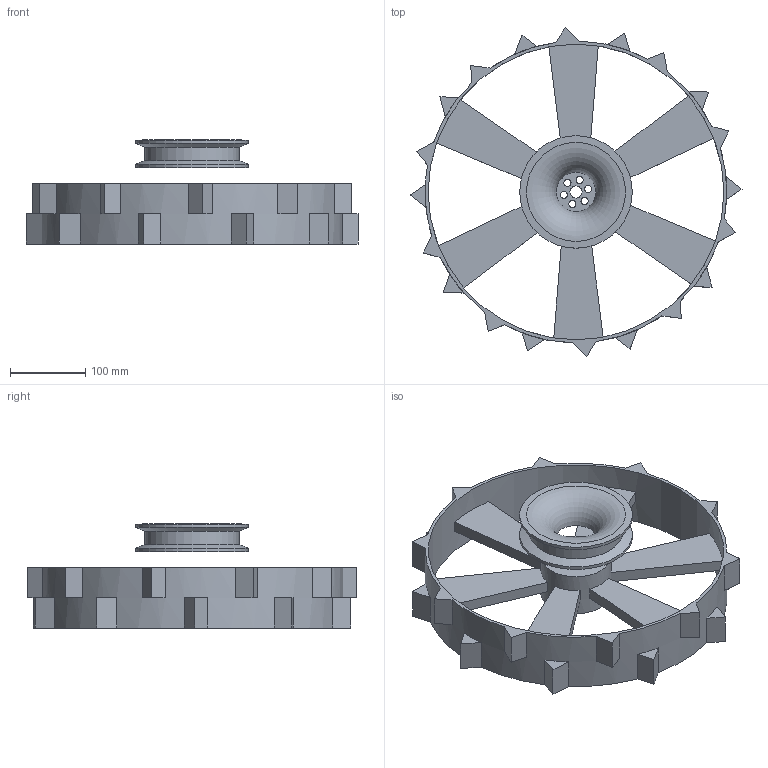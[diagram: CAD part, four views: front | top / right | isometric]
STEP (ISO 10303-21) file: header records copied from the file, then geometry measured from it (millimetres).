
FILE_DESCRIPTION((' '),'2;1');
FILE_NAME( 'front.stp', '2018-03- 2T19:59:56', (' '), ('--- Datakit www.datakit.com---'), ' Datakit CrossCadWare V2017.1 Dec 27 2016', 'DATAKIT 2018 (c)', ' ');
FILE_SCHEMA(('AP203_CONFIGURATION_CONTROLLED_3D_DESIGN_OF_MECHANICAL_PARTS_AND_ASSEMBLIES_MIM_LF { 1 0 10303 403 2 1 2}'));
Length unit declared in the file: millimetre
Products named in the file (1): front
Bounding box: 440.2 x 435.47 x 137.93 mm (x, y, z)
Volume: 2005826.9 mm3; surface area: 440369.7 mm2
Topology: 2 solids, 2 shells, 110 faces, 303 edges, 200 vertices
Faces by surface type: plane 91, cylinder 15, cone 3, torus 1
Full cylindrical faces by diameter (mm): 9.515 x6, 15.972 x1, 43.508 x1, 52.726 x1, 93.153 x1, 125.101 x1, 149.216 x2, 392 x1, 400 x1
Entity records: 3483 total; most frequent: DIRECTION 598, CARTESIAN_POINT 591, ORIENTED_EDGE 564, EDGE_CURVE 282, AXIS2_PLACEMENT_3D 205, VERTEX_POINT 198, VECTOR 188, LINE 188
